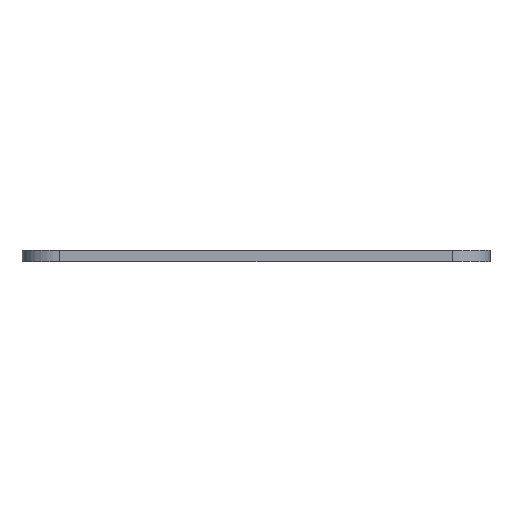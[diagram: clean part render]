
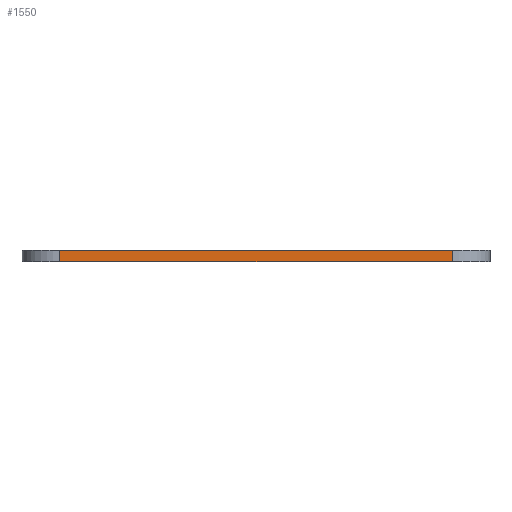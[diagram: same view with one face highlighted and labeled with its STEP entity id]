
A CAD part, left-side view. The second image highlights one B-rep face of the part: STEP entity #1550.
In plain terms, the highlighted planar face has unit normal (-1, 0, 0).
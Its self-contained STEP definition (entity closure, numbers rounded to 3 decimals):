
#41=PLANE('',#1646);
#80=FACE_OUTER_BOUND('',#160,.T.);
#160=EDGE_LOOP('',(#1043,#1044,#1045,#1046));
#266=LINE('',#2296,#416);
#267=LINE('',#2299,#417);
#268=LINE('',#2301,#418);
#269=LINE('',#2302,#419);
#416=VECTOR('',#1816,10.);
#417=VECTOR('',#1819,10.);
#418=VECTOR('',#1820,10.);
#419=VECTOR('',#1821,10.);
#649=VERTEX_POINT('',#2289);
#652=VERTEX_POINT('',#2294);
#653=VERTEX_POINT('',#2298);
#654=VERTEX_POINT('',#2300);
#808=EDGE_CURVE('',#652,#649,#266,.T.);
#809=EDGE_CURVE('',#653,#652,#267,.T.);
#810=EDGE_CURVE('',#654,#653,#268,.T.);
#811=EDGE_CURVE('',#649,#654,#269,.T.);
#1043=ORIENTED_EDGE('',*,*,#808,.F.);
#1044=ORIENTED_EDGE('',*,*,#809,.F.);
#1045=ORIENTED_EDGE('',*,*,#810,.F.);
#1046=ORIENTED_EDGE('',*,*,#811,.F.);
#1550=ADVANCED_FACE('',(#80),#41,.T.);
#1646=AXIS2_PLACEMENT_3D('',#2297,#1817,#1818);
#1816=DIRECTION('',(0.,0.,1.));
#1817=DIRECTION('center_axis',(-1.,0.,0.));
#1818=DIRECTION('ref_axis',(0.,-1.,0.));
#1819=DIRECTION('',(0.,1.,0.));
#1820=DIRECTION('',(0.,0.,-1.));
#1821=DIRECTION('',(0.,-1.,0.));
#2289=CARTESIAN_POINT('',(-34.482,29.534,16.5));
#2294=CARTESIAN_POINT('',(-34.482,29.534,15.));
#2296=CARTESIAN_POINT('',(-34.482,29.534,15.));
#2297=CARTESIAN_POINT('Origin',(-34.482,34.534,15.));
#2298=CARTESIAN_POINT('',(-34.482,-22.466,15.));
#2299=CARTESIAN_POINT('',(-34.482,-27.466,15.));
#2300=CARTESIAN_POINT('',(-34.482,-22.466,16.5));
#2301=CARTESIAN_POINT('',(-34.482,-22.466,15.));
#2302=CARTESIAN_POINT('',(-34.482,-27.466,16.5));
